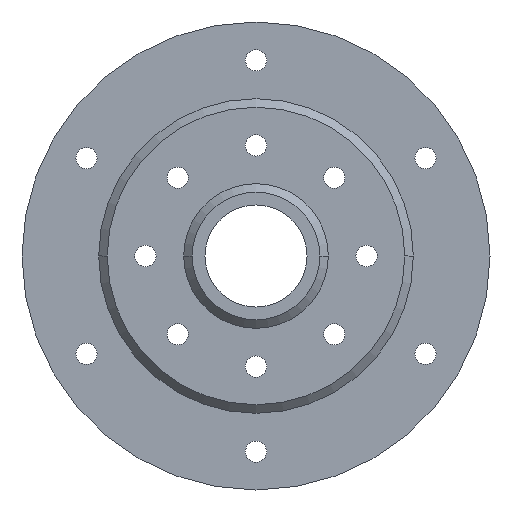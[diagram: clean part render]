
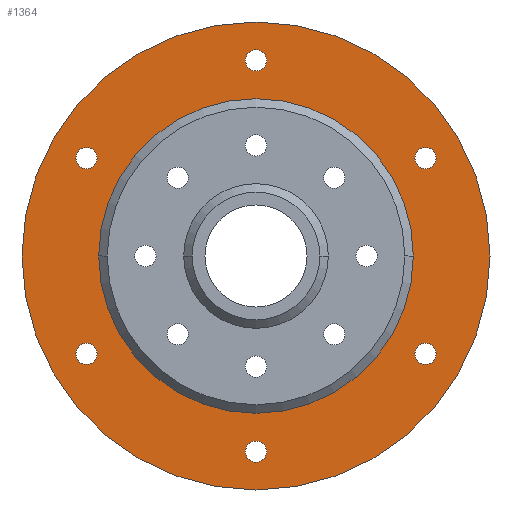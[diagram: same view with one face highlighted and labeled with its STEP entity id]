
A CAD part, front view. The second image highlights one B-rep face of the part: STEP entity #1364.
In plain terms, the highlighted planar face has unit normal (0, -1, 0).
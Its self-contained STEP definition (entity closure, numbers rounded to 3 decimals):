
#536 = VERTEX_POINT('',#537);
#537 = CARTESIAN_POINT('',(0.,31.,-21.75));
#555 = VERTEX_POINT('',#556);
#556 = CARTESIAN_POINT('',(0.,31.,-24.25));
#562 = EDGE_CURVE('',#536,#555,#563,.T.);
#563 = CIRCLE('',#564,1.25);
#564 = AXIS2_PLACEMENT_3D('',#565,#566,#567);
#565 = CARTESIAN_POINT('',(0.,31.,-23.));
#566 = DIRECTION('',(0.,-1.,-0.));
#567 = DIRECTION('',(1.,0.,0.));
#578 = VERTEX_POINT('',#579);
#579 = CARTESIAN_POINT('',(19.919,31.,-10.25));
#597 = VERTEX_POINT('',#598);
#598 = CARTESIAN_POINT('',(19.919,31.,-12.75));
#604 = EDGE_CURVE('',#578,#597,#605,.T.);
#605 = CIRCLE('',#606,1.25);
#606 = AXIS2_PLACEMENT_3D('',#607,#608,#609);
#607 = CARTESIAN_POINT('',(19.919,31.,-11.5));
#608 = DIRECTION('',(0.,-1.,-0.));
#609 = DIRECTION('',(1.,0.,0.));
#620 = VERTEX_POINT('',#621);
#621 = CARTESIAN_POINT('',(19.919,31.,12.75));
#639 = VERTEX_POINT('',#640);
#640 = CARTESIAN_POINT('',(19.919,31.,10.25));
#646 = EDGE_CURVE('',#620,#639,#647,.T.);
#647 = CIRCLE('',#648,1.25);
#648 = AXIS2_PLACEMENT_3D('',#649,#650,#651);
#649 = CARTESIAN_POINT('',(19.919,31.,11.5));
#650 = DIRECTION('',(0.,-1.,-0.));
#651 = DIRECTION('',(1.,0.,0.));
#662 = VERTEX_POINT('',#663);
#663 = CARTESIAN_POINT('',(0.,31.,24.25));
#681 = VERTEX_POINT('',#682);
#682 = CARTESIAN_POINT('',(0.,31.,21.75));
#688 = EDGE_CURVE('',#662,#681,#689,.T.);
#689 = CIRCLE('',#690,1.25);
#690 = AXIS2_PLACEMENT_3D('',#691,#692,#693);
#691 = CARTESIAN_POINT('',(0.,31.,23.));
#692 = DIRECTION('',(0.,-1.,-0.));
#693 = DIRECTION('',(1.,0.,0.));
#704 = VERTEX_POINT('',#705);
#705 = CARTESIAN_POINT('',(-19.919,31.,12.75));
#723 = VERTEX_POINT('',#724);
#724 = CARTESIAN_POINT('',(-19.919,31.,10.25));
#730 = EDGE_CURVE('',#704,#723,#731,.T.);
#731 = CIRCLE('',#732,1.25);
#732 = AXIS2_PLACEMENT_3D('',#733,#734,#735);
#733 = CARTESIAN_POINT('',(-19.919,31.,11.5));
#734 = DIRECTION('',(0.,-1.,-0.));
#735 = DIRECTION('',(1.,0.,0.));
#746 = VERTEX_POINT('',#747);
#747 = CARTESIAN_POINT('',(-19.919,31.,-10.25));
#765 = VERTEX_POINT('',#766);
#766 = CARTESIAN_POINT('',(-19.919,31.,-12.75));
#772 = EDGE_CURVE('',#746,#765,#773,.T.);
#773 = CIRCLE('',#774,1.25);
#774 = AXIS2_PLACEMENT_3D('',#775,#776,#777);
#775 = CARTESIAN_POINT('',(-19.919,31.,-11.5));
#776 = DIRECTION('',(0.,-1.,-0.));
#777 = DIRECTION('',(1.,0.,0.));
#949 = EDGE_CURVE('',#950,#952,#954,.T.);
#950 = VERTEX_POINT('',#951);
#951 = CARTESIAN_POINT('',(18.488,31.,0.));
#952 = VERTEX_POINT('',#953);
#953 = CARTESIAN_POINT('',(-18.488,31.,0.));
#954 = CIRCLE('',#955,18.488);
#955 = AXIS2_PLACEMENT_3D('',#956,#957,#958);
#956 = CARTESIAN_POINT('',(0.,31.,0.));
#957 = DIRECTION('',(0.,-1.,-0.));
#958 = DIRECTION('',(1.,0.,0.));
#993 = VERTEX_POINT('',#994);
#994 = CARTESIAN_POINT('',(-27.5,31.,0.));
#1000 = EDGE_CURVE('',#1001,#993,#1003,.T.);
#1001 = VERTEX_POINT('',#1002);
#1002 = CARTESIAN_POINT('',(27.5,31.,0.));
#1003 = CIRCLE('',#1004,27.5);
#1004 = AXIS2_PLACEMENT_3D('',#1005,#1006,#1007);
#1005 = CARTESIAN_POINT('',(0.,31.,0.));
#1006 = DIRECTION('',(0.,-1.,-0.));
#1007 = DIRECTION('',(1.,0.,0.));
#1353 = EDGE_CURVE('',#993,#1001,#1354,.T.);
#1354 = CIRCLE('',#1355,27.5);
#1355 = AXIS2_PLACEMENT_3D('',#1356,#1357,#1358);
#1356 = CARTESIAN_POINT('',(0.,31.,0.));
#1357 = DIRECTION('',(0.,-1.,-0.));
#1358 = DIRECTION('',(1.,0.,0.));
#1364 = ADVANCED_FACE('',(#1365,#1375,#1385,#1395,#1405,#1415,#1425,
    #1429),#1439,.T.);
#1365 = FACE_BOUND('',#1366,.T.);
#1366 = EDGE_LOOP('',(#1367,#1368));
#1367 = ORIENTED_EDGE('',*,*,#562,.F.);
#1368 = ORIENTED_EDGE('',*,*,#1369,.F.);
#1369 = EDGE_CURVE('',#555,#536,#1370,.T.);
#1370 = CIRCLE('',#1371,1.25);
#1371 = AXIS2_PLACEMENT_3D('',#1372,#1373,#1374);
#1372 = CARTESIAN_POINT('',(0.,31.,-23.));
#1373 = DIRECTION('',(0.,-1.,-0.));
#1374 = DIRECTION('',(1.,0.,0.));
#1375 = FACE_BOUND('',#1376,.T.);
#1376 = EDGE_LOOP('',(#1377,#1378));
#1377 = ORIENTED_EDGE('',*,*,#604,.F.);
#1378 = ORIENTED_EDGE('',*,*,#1379,.F.);
#1379 = EDGE_CURVE('',#597,#578,#1380,.T.);
#1380 = CIRCLE('',#1381,1.25);
#1381 = AXIS2_PLACEMENT_3D('',#1382,#1383,#1384);
#1382 = CARTESIAN_POINT('',(19.919,31.,-11.5));
#1383 = DIRECTION('',(0.,-1.,-0.));
#1384 = DIRECTION('',(1.,0.,0.));
#1385 = FACE_BOUND('',#1386,.T.);
#1386 = EDGE_LOOP('',(#1387,#1388));
#1387 = ORIENTED_EDGE('',*,*,#646,.F.);
#1388 = ORIENTED_EDGE('',*,*,#1389,.F.);
#1389 = EDGE_CURVE('',#639,#620,#1390,.T.);
#1390 = CIRCLE('',#1391,1.25);
#1391 = AXIS2_PLACEMENT_3D('',#1392,#1393,#1394);
#1392 = CARTESIAN_POINT('',(19.919,31.,11.5));
#1393 = DIRECTION('',(0.,-1.,-0.));
#1394 = DIRECTION('',(1.,0.,0.));
#1395 = FACE_BOUND('',#1396,.T.);
#1396 = EDGE_LOOP('',(#1397,#1398));
#1397 = ORIENTED_EDGE('',*,*,#688,.F.);
#1398 = ORIENTED_EDGE('',*,*,#1399,.F.);
#1399 = EDGE_CURVE('',#681,#662,#1400,.T.);
#1400 = CIRCLE('',#1401,1.25);
#1401 = AXIS2_PLACEMENT_3D('',#1402,#1403,#1404);
#1402 = CARTESIAN_POINT('',(0.,31.,23.));
#1403 = DIRECTION('',(0.,-1.,-0.));
#1404 = DIRECTION('',(1.,0.,0.));
#1405 = FACE_BOUND('',#1406,.T.);
#1406 = EDGE_LOOP('',(#1407,#1408));
#1407 = ORIENTED_EDGE('',*,*,#730,.F.);
#1408 = ORIENTED_EDGE('',*,*,#1409,.F.);
#1409 = EDGE_CURVE('',#723,#704,#1410,.T.);
#1410 = CIRCLE('',#1411,1.25);
#1411 = AXIS2_PLACEMENT_3D('',#1412,#1413,#1414);
#1412 = CARTESIAN_POINT('',(-19.919,31.,11.5));
#1413 = DIRECTION('',(0.,-1.,-0.));
#1414 = DIRECTION('',(1.,0.,0.));
#1415 = FACE_BOUND('',#1416,.T.);
#1416 = EDGE_LOOP('',(#1417,#1418));
#1417 = ORIENTED_EDGE('',*,*,#772,.F.);
#1418 = ORIENTED_EDGE('',*,*,#1419,.F.);
#1419 = EDGE_CURVE('',#765,#746,#1420,.T.);
#1420 = CIRCLE('',#1421,1.25);
#1421 = AXIS2_PLACEMENT_3D('',#1422,#1423,#1424);
#1422 = CARTESIAN_POINT('',(-19.919,31.,-11.5));
#1423 = DIRECTION('',(0.,-1.,-0.));
#1424 = DIRECTION('',(1.,0.,0.));
#1425 = FACE_BOUND('',#1426,.T.);
#1426 = EDGE_LOOP('',(#1427,#1428));
#1427 = ORIENTED_EDGE('',*,*,#1000,.T.);
#1428 = ORIENTED_EDGE('',*,*,#1353,.T.);
#1429 = FACE_BOUND('',#1430,.T.);
#1430 = EDGE_LOOP('',(#1431,#1432));
#1431 = ORIENTED_EDGE('',*,*,#949,.F.);
#1432 = ORIENTED_EDGE('',*,*,#1433,.F.);
#1433 = EDGE_CURVE('',#952,#950,#1434,.T.);
#1434 = CIRCLE('',#1435,18.488);
#1435 = AXIS2_PLACEMENT_3D('',#1436,#1437,#1438);
#1436 = CARTESIAN_POINT('',(0.,31.,0.));
#1437 = DIRECTION('',(0.,-1.,-0.));
#1438 = DIRECTION('',(1.,0.,0.));
#1439 = PLANE('',#1440);
#1440 = AXIS2_PLACEMENT_3D('',#1441,#1442,#1443);
#1441 = CARTESIAN_POINT('',(27.5,31.,0.));
#1442 = DIRECTION('',(0.,-1.,-0.));
#1443 = DIRECTION('',(1.,0.,0.));
